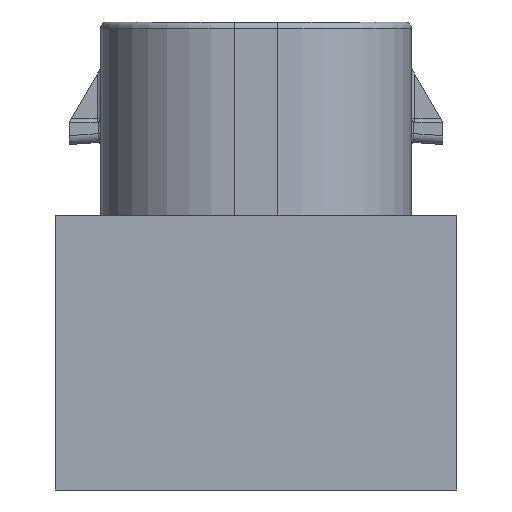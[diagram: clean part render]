
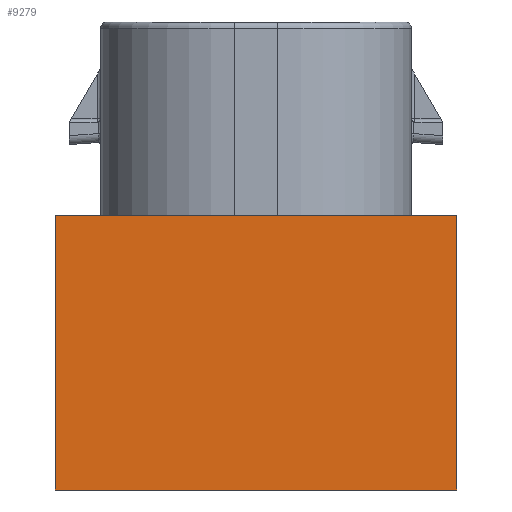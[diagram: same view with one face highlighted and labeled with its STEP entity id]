
A CAD part, front view. The second image highlights one B-rep face of the part: STEP entity #9279.
In plain terms, the highlighted planar face has unit normal (0, -1, 0).
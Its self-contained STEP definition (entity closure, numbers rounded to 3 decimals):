
#9137=CARTESIAN_POINT('Vertex',(-7.,-8.,8.8)) ;
#9140=CARTESIAN_POINT('Line Origine',(2.,-8.,8.8)) ;
#9144=CARTESIAN_POINT('Vertex',(11.,-8.,8.8)) ;
#9230=CARTESIAN_POINT('Line Origine',(-7.,-8.,2.65)) ;
#9234=CARTESIAN_POINT('Vertex',(-7.,-8.,-3.5)) ;
#9256=CARTESIAN_POINT('Axis2P3D Location',(11.,-8.,0.)) ;
#9261=CARTESIAN_POINT('Line Origine',(2.,-8.,-3.5)) ;
#9265=CARTESIAN_POINT('Vertex',(11.,-8.,-3.5)) ;
#9268=CARTESIAN_POINT('Line Origine',(11.,-8.,2.65)) ;
#9142=VECTOR('Line Direction',#9141,1.) ;
#9232=VECTOR('Line Direction',#9231,1.) ;
#9263=VECTOR('Line Direction',#9262,1.) ;
#9270=VECTOR('Line Direction',#9269,1.) ;
#9141=DIRECTION('Vector Direction',(1.,0.,0.)) ;
#9231=DIRECTION('Vector Direction',(0.,0.,-1.)) ;
#9257=DIRECTION('Axis2P3D Direction',(0.,1.,-0.)) ;
#9258=DIRECTION('Axis2P3D XDirection',(-1.,0.,0.)) ;
#9262=DIRECTION('Vector Direction',(-1.,0.,0.)) ;
#9269=DIRECTION('Vector Direction',(0.,0.,-1.)) ;
#9259=AXIS2_PLACEMENT_3D('Plane Axis2P3D',#9256,#9257,#9258) ;
#9143=LINE('Line',#9140,#9142) ;
#9233=LINE('Line',#9230,#9232) ;
#9264=LINE('Line',#9261,#9263) ;
#9271=LINE('Line',#9268,#9270) ;
#9260=PLANE('',#9259) ;
#9146=EDGE_CURVE('',#9145,#9138,#9143,.F.) ;
#9236=EDGE_CURVE('',#9138,#9235,#9233,.T.) ;
#9267=EDGE_CURVE('',#9266,#9235,#9264,.T.) ;
#9272=EDGE_CURVE('',#9145,#9266,#9271,.T.) ;
#9274=ORIENTED_EDGE('',*,*,#9267,.F.) ;
#9275=ORIENTED_EDGE('',*,*,#9272,.F.) ;
#9276=ORIENTED_EDGE('',*,*,#9146,.T.) ;
#9277=ORIENTED_EDGE('',*,*,#9236,.T.) ;
#9273=EDGE_LOOP('',(#9274,#9275,#9276,#9277)) ;
#9138=VERTEX_POINT('',#9137) ;
#9145=VERTEX_POINT('',#9144) ;
#9235=VERTEX_POINT('',#9234) ;
#9266=VERTEX_POINT('',#9265) ;
#9279=ADVANCED_FACE('120-S-012-2-A01',(#9278),#9260,.F.) ;
#9278=FACE_OUTER_BOUND('',#9273,.T.) ;
